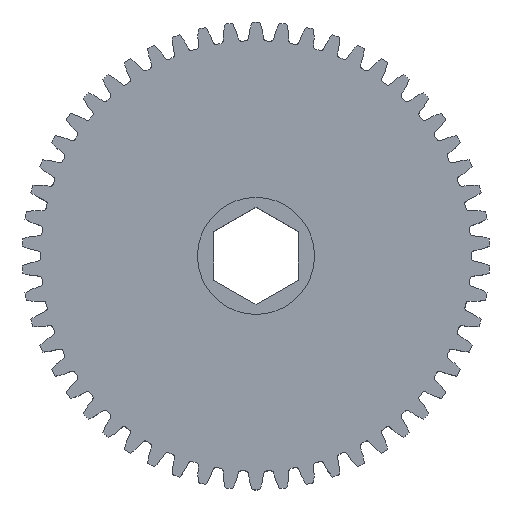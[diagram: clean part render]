
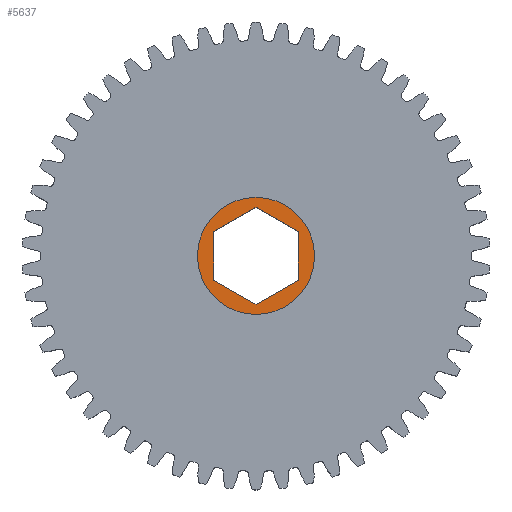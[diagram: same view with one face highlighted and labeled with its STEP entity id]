
A CAD part, top view. The second image highlights one B-rep face of the part: STEP entity #5637.
In plain terms, the highlighted planar face has unit normal (0, 0, 1).
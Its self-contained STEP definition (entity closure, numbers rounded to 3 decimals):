
#762 = CARTESIAN_POINT ( 'NONE',  ( -6.388, 3.688, 6.312 ) ) ;
#795 = PLANE ( 'NONE',  #18363 ) ;
#1224 = CARTESIAN_POINT ( 'NONE',  ( 0., -7.376, 6.312 ) ) ;
#1521 = VECTOR ( 'NONE', #7707, 1000. ) ;
#1577 = EDGE_CURVE ( 'NONE', #12792, #5322, #5005, .T. ) ;
#2179 = CARTESIAN_POINT ( 'NONE',  ( 0., 7.376, 6.312 ) ) ;
#2231 = LINE ( 'NONE', #6263, #9460 ) ;
#2374 = VERTEX_POINT ( 'NONE', #2179 ) ;
#2453 = VERTEX_POINT ( 'NONE', #762 ) ;
#2455 = CIRCLE ( 'NONE', #17195, 8.89 ) ;
#2938 = EDGE_CURVE ( 'NONE', #5322, #14161, #9448, .T. ) ;
#3039 = EDGE_LOOP ( 'NONE', ( #17747, #12362, #9735, #14472, #9124, #6242 ) ) ;
#3378 = VECTOR ( 'NONE', #14217, 1000. ) ;
#3643 = ORIENTED_EDGE ( 'NONE', *, *, #14851, .T. ) ;
#4280 = EDGE_CURVE ( 'NONE', #14161, #13494, #13365, .T. ) ;
#4329 = CARTESIAN_POINT ( 'NONE',  ( 6.388, -3.688, 6.312 ) ) ;
#4415 = ORIENTED_EDGE ( 'NONE', *, *, #13179, .T. ) ;
#4779 = CARTESIAN_POINT ( 'NONE',  ( -6.388, -3.688, 6.312 ) ) ;
#4832 = DIRECTION ( 'NONE',  ( 0., 0., 1. ) ) ;
#5005 = LINE ( 'NONE', #4779, #1521 ) ;
#5322 = VERTEX_POINT ( 'NONE', #6327 ) ;
#5548 = VECTOR ( 'NONE', #11755, 1000. ) ;
#5637 = ADVANCED_FACE ( 'NONE', ( #13569, #17295 ), #795, .T. ) ;
#6242 = ORIENTED_EDGE ( 'NONE', *, *, #16126, .F. ) ;
#6263 = CARTESIAN_POINT ( 'NONE',  ( 6.388, 3.688, 6.312 ) ) ;
#6327 = CARTESIAN_POINT ( 'NONE',  ( 0., -7.376, 6.312 ) ) ;
#6521 = VECTOR ( 'NONE', #8185, 1000. ) ;
#6749 = DIRECTION ( 'NONE',  ( 1., 0., 0. ) ) ;
#6806 = CARTESIAN_POINT ( 'NONE',  ( -6.388, 3.688, 6.312 ) ) ;
#7079 = CIRCLE ( 'NONE', #18466, 8.89 ) ;
#7314 = CARTESIAN_POINT ( 'NONE',  ( -6.388, -3.688, 6.312 ) ) ;
#7689 = DIRECTION ( 'NONE',  ( -0.866, 0.5, 0. ) ) ;
#7707 = DIRECTION ( 'NONE',  ( 0.866, -0.5, 0. ) ) ;
#8185 = DIRECTION ( 'NONE',  ( 0., -1., 0. ) ) ;
#8405 = DIRECTION ( 'NONE',  ( 0., 0., 1. ) ) ;
#8420 = EDGE_LOOP ( 'NONE', ( #3643, #4415 ) ) ;
#9124 = ORIENTED_EDGE ( 'NONE', *, *, #18337, .F. ) ;
#9165 = CARTESIAN_POINT ( 'NONE',  ( 8.89, 0., 6.312 ) ) ;
#9448 = LINE ( 'NONE', #1224, #9864 ) ;
#9460 = VECTOR ( 'NONE', #7689, 1000. ) ;
#9735 = ORIENTED_EDGE ( 'NONE', *, *, #1577, .F. ) ;
#9864 = VECTOR ( 'NONE', #11278, 1000. ) ;
#10206 = LINE ( 'NONE', #6806, #6521 ) ;
#10358 = CARTESIAN_POINT ( 'NONE',  ( 0., 7.376, 6.312 ) ) ;
#11271 = CARTESIAN_POINT ( 'NONE',  ( 6.388, 3.688, 6.312 ) ) ;
#11278 = DIRECTION ( 'NONE',  ( 0.866, 0.5, 0. ) ) ;
#11569 = VERTEX_POINT ( 'NONE', #9165 ) ;
#11648 = VERTEX_POINT ( 'NONE', #12901 ) ;
#11755 = DIRECTION ( 'NONE',  ( -0.866, -0.5, 0. ) ) ;
#11912 = DIRECTION ( 'NONE',  ( 0., 0., 1. ) ) ;
#12362 = ORIENTED_EDGE ( 'NONE', *, *, #2938, .F. ) ;
#12792 = VERTEX_POINT ( 'NONE', #7314 ) ;
#12901 = CARTESIAN_POINT ( 'NONE',  ( -8.89, 0., 6.312 ) ) ;
#13179 = EDGE_CURVE ( 'NONE', #11569, #11648, #7079, .T. ) ;
#13276 = CARTESIAN_POINT ( 'NONE',  ( 0., 0., 6.312 ) ) ;
#13365 = LINE ( 'NONE', #4329, #3378 ) ;
#13494 = VERTEX_POINT ( 'NONE', #11271 ) ;
#13569 = FACE_BOUND ( 'NONE', #3039, .T. ) ;
#14161 = VERTEX_POINT ( 'NONE', #15625 ) ;
#14217 = DIRECTION ( 'NONE',  ( 0., 1., 0. ) ) ;
#14472 = ORIENTED_EDGE ( 'NONE', *, *, #17772, .F. ) ;
#14685 = DIRECTION ( 'NONE',  ( 1., 0., 0. ) ) ;
#14851 = EDGE_CURVE ( 'NONE', #11648, #11569, #2455, .T. ) ;
#15076 = CARTESIAN_POINT ( 'NONE',  ( 0., 0., 6.312 ) ) ;
#15625 = CARTESIAN_POINT ( 'NONE',  ( 6.388, -3.688, 6.312 ) ) ;
#16126 = EDGE_CURVE ( 'NONE', #13494, #2374, #2231, .T. ) ;
#16314 = LINE ( 'NONE', #10358, #5548 ) ;
#16758 = CARTESIAN_POINT ( 'NONE',  ( 0., 0., 6.312 ) ) ;
#17195 = AXIS2_PLACEMENT_3D ( 'NONE', #13276, #4832, #14685 ) ;
#17295 = FACE_OUTER_BOUND ( 'NONE', #8420, .T. ) ;
#17747 = ORIENTED_EDGE ( 'NONE', *, *, #4280, .F. ) ;
#17772 = EDGE_CURVE ( 'NONE', #2453, #12792, #10206, .T. ) ;
#18164 = DIRECTION ( 'NONE',  ( 1., 0., 0. ) ) ;
#18337 = EDGE_CURVE ( 'NONE', #2374, #2453, #16314, .T. ) ;
#18363 = AXIS2_PLACEMENT_3D ( 'NONE', #15076, #11912, #6749 ) ;
#18466 = AXIS2_PLACEMENT_3D ( 'NONE', #16758, #8405, #18164 ) ;
